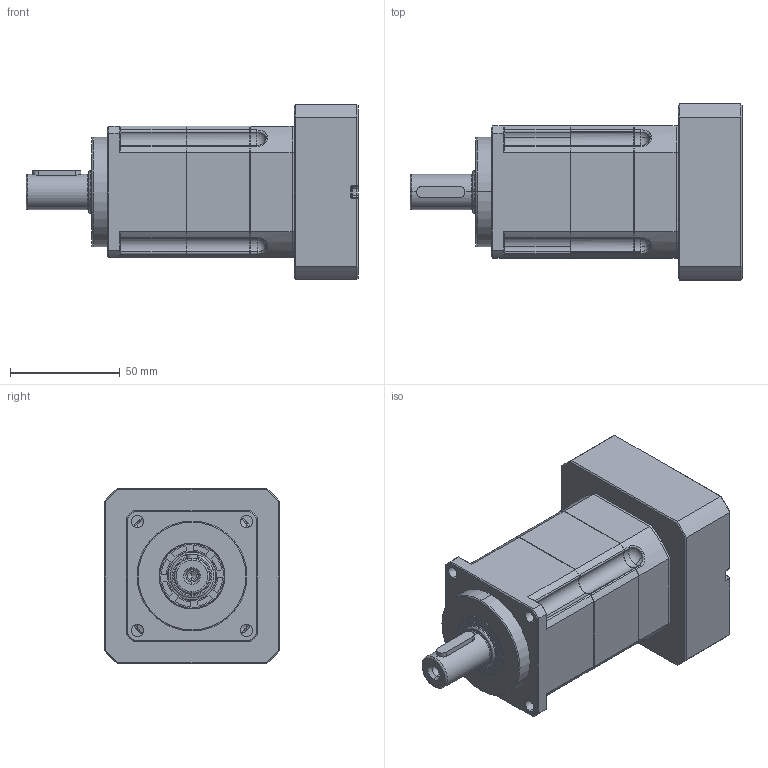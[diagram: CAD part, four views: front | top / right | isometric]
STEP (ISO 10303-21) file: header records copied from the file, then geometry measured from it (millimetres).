
FILE_DESCRIPTION (( 'STEP AP214' ), '1' );
FILE_NAME ('FAB060M1-L2-19-70-90-M6.STEP', '2020-10-06T06:11:35', ( '' ), ( '' ), 'SwSTEP 2.0', 'SolidWorks 2014', '' );
FILE_SCHEMA (( 'AUTOMOTIVE_DESIGN' ));
Length unit declared in the file: millimetre
Products named in the file (12): 坶踡遠23-43.5-12(1); 5-输入端壳体FAB060M1; 输入太阳齿轮060M1-19; FAB060D怀堤俴陎殤1; 12-输入法兰FAB060M1-70X30XM5-200525; hexagon socket head cap screws gb_GB_FASTENER_SCREWS_HSHCS M4X16-N; FAB060M1-L2-19-70-90-M6; 蚐猾20304; FAB060D一级内齿圈; FAB060D齿圈; A倰す瑩5-22; hex socket set screws with cone point gb_GB_FASTENER_SCREWS_HSCP M10X10-N
Assembly tree (16 placements, depth 2):
  FAB060M1-L2-19-70-90-M6
    5-输入端壳体FAB060M1
    12-输入法兰FAB060M1-70X30XM5-200525
    坶踡遠23-43.5-12(1)
    FAB060D齿圈
    FAB060D怀堤俴陎殤1
    A倰す瑩5-22
    输入太阳齿轮060M1-19
    蚐猾20304
    hex socket set screws with cone point gb_GB_FASTENER_SCREWS_HSCP M10X10-N
    hexagon socket head cap screws gb_GB_FASTENER_SCREWS_HSHCS M4X16-N  x6
    FAB060D一级内齿圈
Bounding box: 151 x 80 x 80 mm (x, y, z)
Volume: 402518.7 mm3; surface area: 95244.9 mm2
Topology: 17 solids, 17 shells, 1006 faces, 2387 edges, 1419 vertices
Faces by surface type: plane 308, cylinder 303, cone 235, torus 129, bspline 31
Entity records: 35419 total; most frequent: CARTESIAN_POINT 13468, DIRECTION 4606, ORIENTED_EDGE 4102, EDGE_CURVE 2051, AXIS2_PLACEMENT_3D 1888, VERTEX_POINT 1254, CIRCLE 1019, EDGE_LOOP 979
